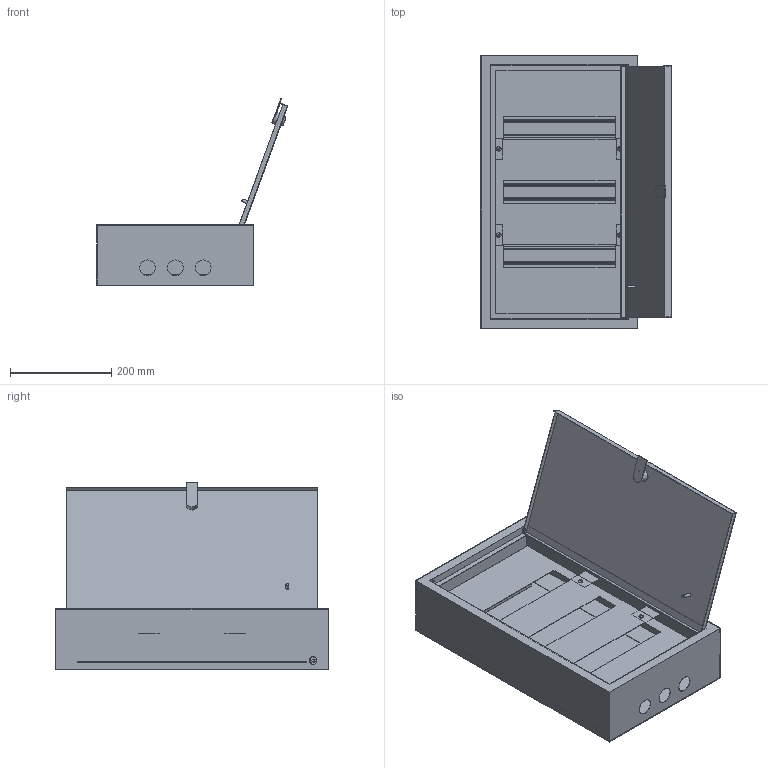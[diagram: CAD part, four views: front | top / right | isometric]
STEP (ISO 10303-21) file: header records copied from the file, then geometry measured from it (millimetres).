
FILE_DESCRIPTION (( 'STEP AP214' ), '1' );
FILE_NAME ('ShRN-36_IP31.STEP', '2016-11-11T13:30:15', ( 'user' ), ( '' ), 'SwSTEP 2.0', 'SolidWorks 2014', '' );
FILE_SCHEMA (( 'AUTOMOTIVE_DESIGN' ));
Length unit declared in the file: millimetre
Products named in the file (7): ShRN-36_IP31; Reika_702.002-03; Panel_剞ｭ-36,72; Obolochka_SHRN_36; DIN-Reika_12 ｬｮ､罩･ｩ; SC GOST 17473_gost_‚¨­â A.M5x10 ƒŽ‘’ 17473-80; Dver_SHRN_36
Assembly tree (22 placements, depth 2):
  ShRN-36_IP31
    Obolochka_SHRN_36
    Dver_SHRN_36
    DIN-Reika_12 ｬｮ､罩･ｩ  x3
    Panel_剞ｭ-36,72
    SC GOST 17473_gost_‚¨­â A.M5x10 ƒŽ‘’ 17473-80  x14
    Reika_702.002-03  x2
Bounding box: 377.82 x 540 x 369.11 mm (x, y, z)
Volume: 782039 mm3; surface area: 1572044.7 mm2
Topology: 27 solids, 27 shells, 523 faces, 1214 edges, 772 vertices
Faces by surface type: plane 315, cylinder 176, sphere 28, cone 4
Entity records: 9418 total; most frequent: DIRECTION 1615, CARTESIAN_POINT 1531, ORIENTED_EDGE 1470, EDGE_CURVE 735, AXIS2_PLACEMENT_3D 560, VECTOR 495, LINE 495, VERTEX_POINT 476
